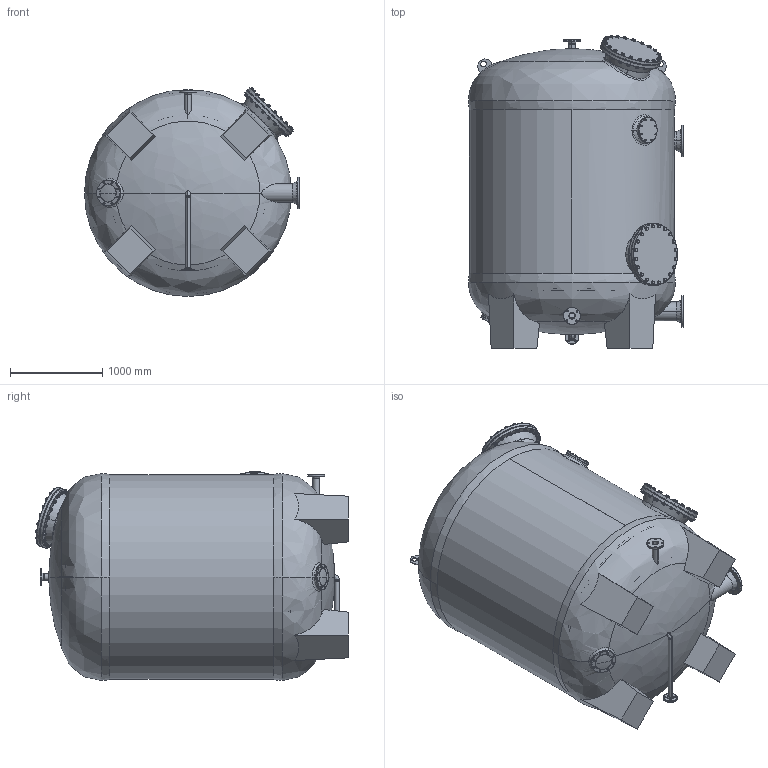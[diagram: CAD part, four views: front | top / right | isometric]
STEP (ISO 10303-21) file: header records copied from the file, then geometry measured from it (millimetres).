
FILE_DESCRIPTION (( 'STEP AP214' ), '1' );
FILE_NAME ('Atlantic 220C.STEP', '2020-11-02T13:34:53', ( '' ), ( '' ), 'SwSTEP 2.0', 'SolidWorks 2019', '' );
FILE_SCHEMA (( 'AUTOMOTIVE_DESIGN' ));
Length unit declared in the file: millimetre
Products named in the file (23): glass_cover_dn200; cover_dn500; vessel_220c; air_flange_dn65; drain_flange_dn401; hex_screw_m8_40; Atlantic 220C; cover_block_dn200; washer_fi20; hex_nut_m20; gasket_block_dn200; gasket_dn500; outlet_flange_dn200; gasket_dn200; elbow_dn40; hex_screw_m20_100; inlet_flange_dn200; vent_flange_dn65; washer_fi8
Assembly tree (211 placements, depth 3):
  Atlantic 220C
    vessel_220c
    inlet_flange_dn200
    outlet_flange_dn200
    vent_flange_dn65
    cover_block_dn200
      cover_block_dn200
      gasket_block_dn200
      hex_screw_m8_40  x8
      washer_fi8  x8
    air_flange_dn65
    elbow_dn40
    drain_flange_dn401
    cover_dn500
      cover_dn500
      gasket_dn500
      hex_screw_m20_100  x20
      washer_fi20  x20
    cover_dn500
      cover_dn500
      gasket_dn500
      hex_screw_m20_100  x20
      washer_fi20  x20
    hex_nut_m20  x40
    washer_fi20  x40
    glass_cover_dn200
      glass_cover_dn200
      gasket_dn200
      hex_screw_m8_40  x8
      washer_fi8  x8
Bounding box: 2332.5 x 3393.06 x 2266.87 mm (x, y, z)
Volume: 641083388.2 mm3; surface area: 56977299.7 mm2
Topology: 207 solids, 207 shells, 3493 faces, 7999 edges, 4955 vertices
Faces by surface type: cone 1282, plane 1085, cylinder 960, bspline 166
Entity records: 69141 total; most frequent: CARTESIAN_POINT 43901, ORIENTED_EDGE 4126, DIRECTION 3610, EDGE_CURVE 2063, AXIS2_PLACEMENT_3D 1558, VERTEX_POINT 1423, EDGE_LOOP 974, CIRCLE 799
